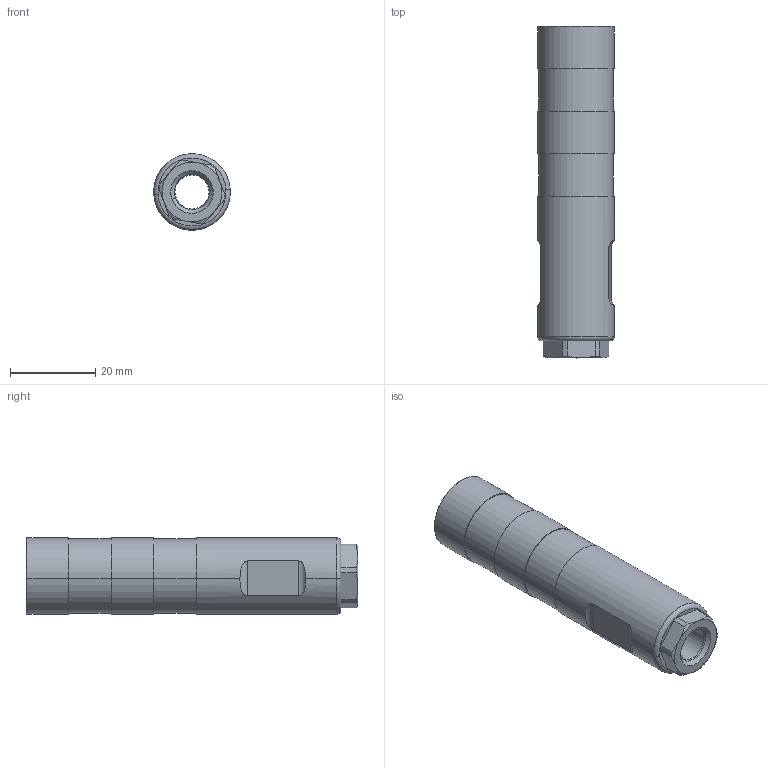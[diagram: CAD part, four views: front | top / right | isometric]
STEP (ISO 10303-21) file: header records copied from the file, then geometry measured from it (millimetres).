
FILE_DESCRIPTION (( 'STEP AP203' ), '1' );
FILE_NAME ('俋离菁釱俋夤.STEP', '2024-04-08T04:57:05', ( '' ), ( '' ), 'SwSTEP 2.0', 'SolidWorks 2022', '' );
FILE_SCHEMA (( 'CONFIG_CONTROL_DESIGN' ));
Length unit declared in the file: millimetre
Products named in the file (1): 俋离菁釱俋夤
Bounding box: 18 x 78 x 17.95 mm (x, y, z)
Volume: 10785 mm3; surface area: 7668.4 mm2
Topology: 1 solids, 1 shells, 63 faces, 146 edges, 92 vertices
Faces by surface type: cylinder 26, plane 17, cone 16, torus 4
Entity records: 2005 total; most frequent: CARTESIAN_POINT 462, DIRECTION 326, ORIENTED_EDGE 292, EDGE_CURVE 146, AXIS2_PLACEMENT_3D 136, VERTEX_POINT 92, CIRCLE 72, EDGE_LOOP 72
